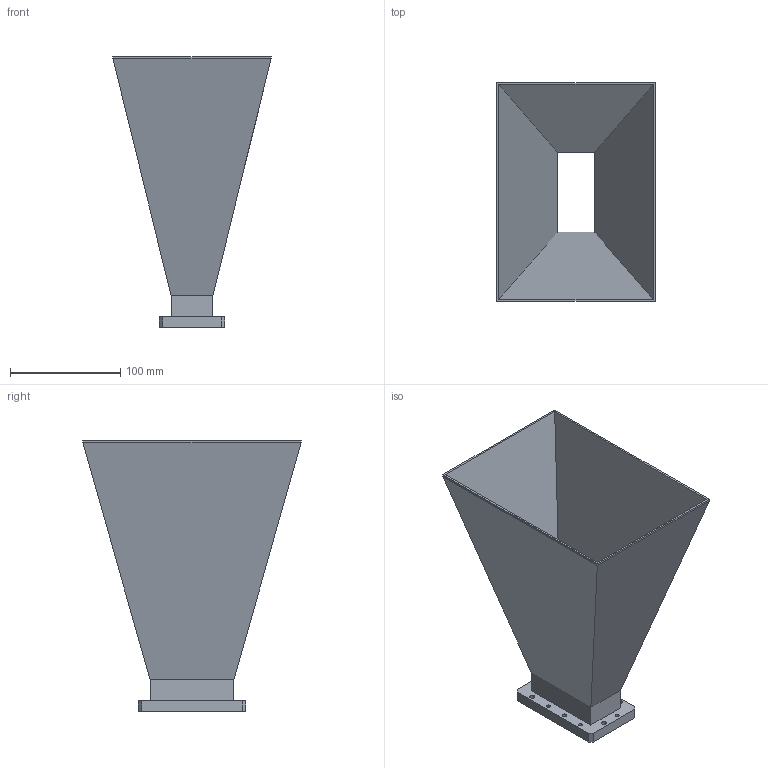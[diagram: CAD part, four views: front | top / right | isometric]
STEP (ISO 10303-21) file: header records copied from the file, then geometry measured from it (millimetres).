
FILE_DESCRIPTION (( 'STEP AP214' ), '1' );
FILE_NAME ('PEWAN284-15.step', '2021-09-15T18:28:51', ( '' ), ( '' ), 'SwSTEP 2.0', 'SolidWorks 2021', '' );
FILE_SCHEMA (( 'AUTOMOTIVE_DESIGN' ));
Length unit declared in the file: millimetre
Products named in the file (1): PEWAN284-15
Bounding box: 143.79 x 198.66 x 246 mm (x, y, z)
Volume: 298786.3 mm3; surface area: 222649.8 mm2
Topology: 1 solids, 1 shells, 56 faces, 160 edges, 108 vertices
Faces by surface type: plane 32, cylinder 24
Entity records: 2073 total; most frequent: CARTESIAN_POINT 325, DIRECTION 322, ORIENTED_EDGE 320, EDGE_CURVE 160, VECTOR 112, LINE 112, VERTEX_POINT 108, AXIS2_PLACEMENT_3D 105
